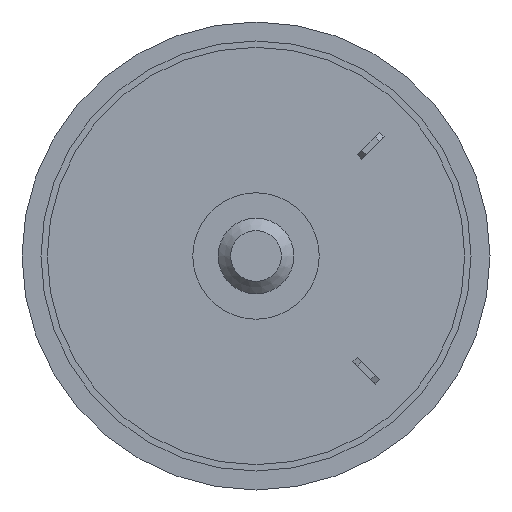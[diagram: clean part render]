
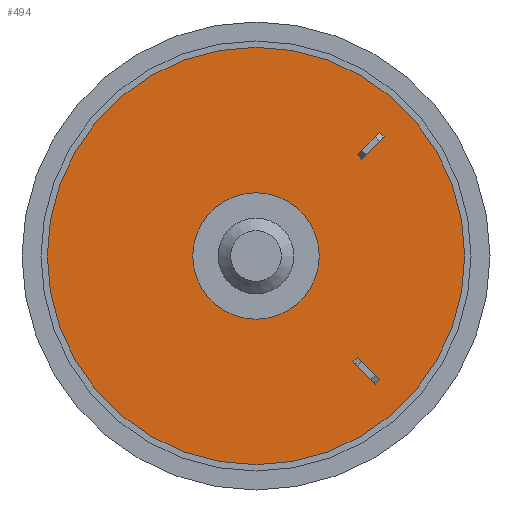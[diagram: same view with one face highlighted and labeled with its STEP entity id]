
A CAD part, front view. The second image highlights one B-rep face of the part: STEP entity #494.
In plain terms, the highlighted planar face has unit normal (0, -1, 0).
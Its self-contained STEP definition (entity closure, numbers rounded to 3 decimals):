
#17=LINE('',#747,#53);
#18=LINE('',#749,#54);
#19=LINE('',#751,#55);
#20=LINE('',#752,#56);
#21=LINE('',#755,#57);
#22=LINE('',#757,#58);
#23=LINE('',#759,#59);
#24=LINE('',#760,#60);
#53=VECTOR('',#615,2.5);
#54=VECTOR('',#616,0.5);
#55=VECTOR('',#617,2.5);
#56=VECTOR('',#618,0.5);
#57=VECTOR('',#619,2.5);
#58=VECTOR('',#620,0.5);
#59=VECTOR('',#621,2.5);
#60=VECTOR('',#622,0.5);
#104=FACE_BOUND('',#167,.T.);
#105=FACE_BOUND('',#168,.T.);
#106=FACE_BOUND('',#169,.T.);
#127=FACE_OUTER_BOUND('',#166,.T.);
#166=EDGE_LOOP('',(#337));
#167=EDGE_LOOP('',(#338,#339,#340,#341));
#168=EDGE_LOOP('',(#342,#343,#344,#345));
#169=EDGE_LOOP('',(#346));
#216=CIRCLE('',#540,16.5);
#217=CIRCLE('',#541,5.);
#235=VERTEX_POINT('',#743);
#236=VERTEX_POINT('',#745);
#237=VERTEX_POINT('',#746);
#238=VERTEX_POINT('',#748);
#239=VERTEX_POINT('',#750);
#240=VERTEX_POINT('',#753);
#241=VERTEX_POINT('',#754);
#242=VERTEX_POINT('',#756);
#243=VERTEX_POINT('',#758);
#244=VERTEX_POINT('',#761);
#278=EDGE_CURVE('',#235,#235,#216,.T.);
#279=EDGE_CURVE('',#236,#237,#17,.T.);
#280=EDGE_CURVE('',#238,#236,#18,.T.);
#281=EDGE_CURVE('',#239,#238,#19,.T.);
#282=EDGE_CURVE('',#237,#239,#20,.T.);
#283=EDGE_CURVE('',#240,#241,#21,.T.);
#284=EDGE_CURVE('',#242,#240,#22,.T.);
#285=EDGE_CURVE('',#243,#242,#23,.T.);
#286=EDGE_CURVE('',#241,#243,#24,.T.);
#287=EDGE_CURVE('',#244,#244,#217,.T.);
#337=ORIENTED_EDGE('',*,*,#278,.T.);
#338=ORIENTED_EDGE('',*,*,#279,.F.);
#339=ORIENTED_EDGE('',*,*,#280,.F.);
#340=ORIENTED_EDGE('',*,*,#281,.F.);
#341=ORIENTED_EDGE('',*,*,#282,.F.);
#342=ORIENTED_EDGE('',*,*,#283,.F.);
#343=ORIENTED_EDGE('',*,*,#284,.F.);
#344=ORIENTED_EDGE('',*,*,#285,.F.);
#345=ORIENTED_EDGE('',*,*,#286,.F.);
#346=ORIENTED_EDGE('',*,*,#287,.T.);
#437=PLANE('',#539);
#494=ADVANCED_FACE('',(#127,#104,#105,#106),#437,.T.);
#539=AXIS2_PLACEMENT_3D('',#742,#611,#612);
#540=AXIS2_PLACEMENT_3D('',#744,#613,#614);
#541=AXIS2_PLACEMENT_3D('',#762,#623,#624);
#611=DIRECTION('center_axis',(0.,-1.,0.));
#612=DIRECTION('ref_axis',(0.,0.,-1.));
#613=DIRECTION('center_axis',(0.,-1.,0.));
#614=DIRECTION('ref_axis',(1.,0.,0.));
#615=DIRECTION('',(-0.707,0.,0.707));
#616=DIRECTION('',(0.707,0.,0.707));
#617=DIRECTION('',(0.707,0.,-0.707));
#618=DIRECTION('',(-0.707,0.,-0.707));
#619=DIRECTION('',(-0.707,0.,-0.707));
#620=DIRECTION('',(-0.707,0.,0.707));
#621=DIRECTION('',(0.707,0.,0.707));
#622=DIRECTION('',(0.707,0.,-0.707));
#623=DIRECTION('center_axis',(0.,1.,0.));
#624=DIRECTION('ref_axis',(1.,0.,0.));
#742=CARTESIAN_POINT('Origin',(0.,-41.,0.));
#743=CARTESIAN_POINT('',(-16.5,-41.,0.));
#744=CARTESIAN_POINT('Origin',(0.,-41.,0.));
#745=CARTESIAN_POINT('',(9.772,-41.,-9.772));
#746=CARTESIAN_POINT('',(8.004,-41.,-8.004));
#747=CARTESIAN_POINT('',(9.772,-41.,-9.772));
#748=CARTESIAN_POINT('',(9.419,-41.,-10.126));
#749=CARTESIAN_POINT('',(9.419,-41.,-10.126));
#750=CARTESIAN_POINT('',(7.651,-41.,-8.358));
#751=CARTESIAN_POINT('',(7.651,-41.,-8.358));
#752=CARTESIAN_POINT('',(8.004,-41.,-8.004));
#753=CARTESIAN_POINT('',(9.772,-41.,9.772));
#754=CARTESIAN_POINT('',(8.004,-41.,8.004));
#755=CARTESIAN_POINT('',(9.772,-41.,9.772));
#756=CARTESIAN_POINT('',(10.126,-41.,9.419));
#757=CARTESIAN_POINT('',(10.126,-41.,9.419));
#758=CARTESIAN_POINT('',(8.358,-41.,7.651));
#759=CARTESIAN_POINT('',(8.358,-41.,7.651));
#760=CARTESIAN_POINT('',(8.004,-41.,8.004));
#761=CARTESIAN_POINT('',(-5.,-41.,0.));
#762=CARTESIAN_POINT('Origin',(0.,-41.,0.));
